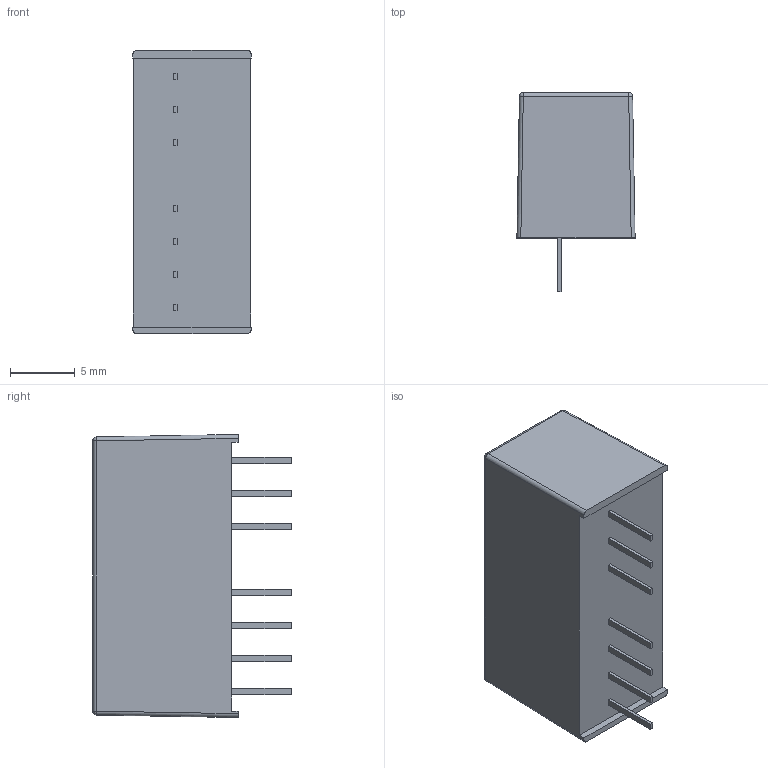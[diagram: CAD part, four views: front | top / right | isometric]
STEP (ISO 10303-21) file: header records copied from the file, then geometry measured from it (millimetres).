
FILE_DESCRIPTION (( 'STEP AP214' ), '1' );
FILE_NAME ('tec2(wi).STEP', '2018-07-05T11:59:56', ( '' ), ( '' ), 'SwSTEP 2.0', 'SolidWorks 2013', '' );
FILE_SCHEMA (( 'AUTOMOTIVE_DESIGN' ));
Length unit declared in the file: millimetre
Products named in the file (1): tec2(wi)
Bounding box: 9.1 x 15.3 x 21.8 mm (x, y, z)
Volume: 2062.7 mm3; surface area: 1091.3 mm2
Topology: 1 solids, 1 shells, 57 faces, 132 edges, 84 vertices
Faces by surface type: plane 45, cylinder 8, bspline 4
Entity records: 2287 total; most frequent: CARTESIAN_POINT 346, ORIENTED_EDGE 264, DIRECTION 248, EDGE_CURVE 132, LINE 116, VECTOR 116, VERTEX_POINT 84, AXIS2_PLACEMENT_3D 66
